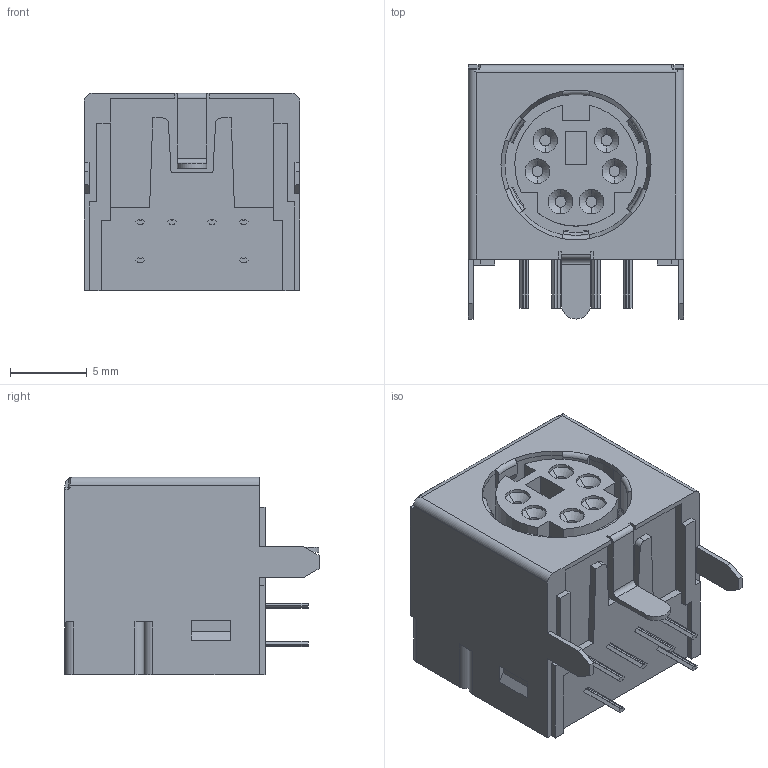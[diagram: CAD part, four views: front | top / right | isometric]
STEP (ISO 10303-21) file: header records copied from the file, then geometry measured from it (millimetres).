
FILE_DESCRIPTION((''),'2;1');
FILE_NAME('C-5749265-1','2014-07-14T',('workeradm'),('Tyco Electronics Ltd.'),'PRO/ENGINEER BY PARAMETRIC TECHNOLOGY CORPORATION, 2013050','PRO/ENGINEER BY PARAMETRIC TECHNOLOGY CORPORATION, 2013050','');
FILE_SCHEMA(('AUTOMOTIVE_DESIGN { 1 0 10303 214 1 1 1 1 }'));
Length unit declared in the file: millimetre
Products named in the file (1): C-5749265-1
Bounding box: 14 x 16.52 x 12.83 mm (x, y, z)
Volume: 2029.2 mm3; surface area: 1691.3 mm2
Topology: 1 solids, 1 shells, 312 faces, 822 edges, 530 vertices
Faces by surface type: plane 164, cylinder 96, torus 26, cone 24, sphere 2
Entity records: 9814 total; most frequent: DIRECTION 1711, CARTESIAN_POINT 1691, ORIENTED_EDGE 1644, EDGE_CURVE 822, AXIS2_PLACEMENT_3D 583, VECTOR 545, LINE 545, VERTEX_POINT 530
